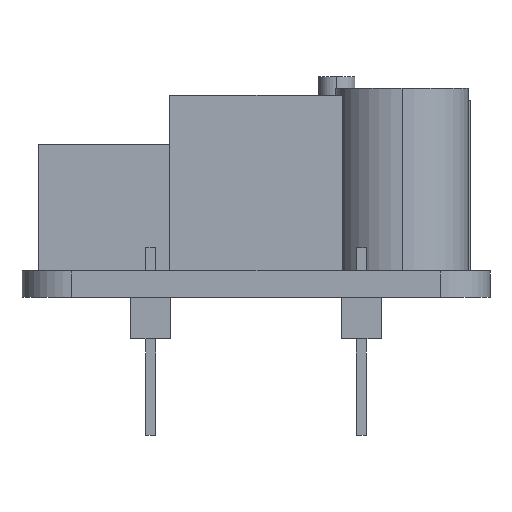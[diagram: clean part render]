
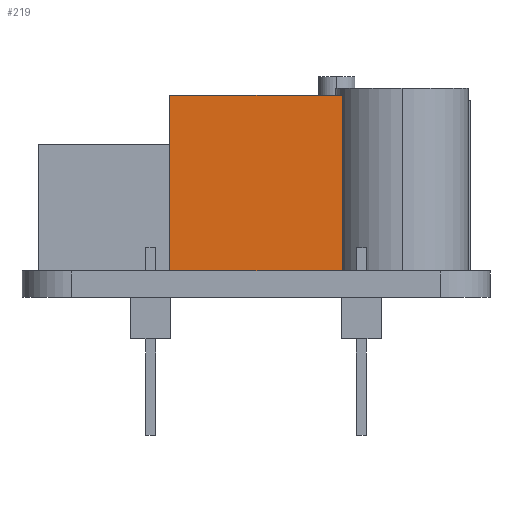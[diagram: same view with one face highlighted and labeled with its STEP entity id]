
A CAD part, left-side view. The second image highlights one B-rep face of the part: STEP entity #219.
In plain terms, the highlighted planar face has unit normal (-1, 0, 0).
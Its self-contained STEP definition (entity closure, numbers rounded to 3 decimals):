
#60 = CARTESIAN_POINT ( 'NONE',  ( -24.4, 5.2, 12.2 ) ) ;
#213 = AXIS2_PLACEMENT_3D ( 'NONE', #626, #2767, #2688 ) ;
#219 = ADVANCED_FACE ( 'NONE', ( #2617 ), #1180, .F. ) ;
#478 = CARTESIAN_POINT ( 'NONE',  ( -24.4, 5.2, 1.6 ) ) ;
#626 = CARTESIAN_POINT ( 'NONE',  ( -24.4, 5.2, 12.2 ) ) ;
#798 = ORIENTED_EDGE ( 'NONE', *, *, #3010, .T. ) ;
#812 = LINE ( 'NONE', #478, #2114 ) ;
#818 = CARTESIAN_POINT ( 'NONE',  ( -24.4, -5.2, 12.2 ) ) ;
#1039 = VERTEX_POINT ( 'NONE', #1126 ) ;
#1126 = CARTESIAN_POINT ( 'NONE',  ( -24.4, -5.2, 1.6 ) ) ;
#1180 = PLANE ( 'NONE',  #213 ) ;
#1237 = VECTOR ( 'NONE', #1551, 1000. ) ;
#1334 = VERTEX_POINT ( 'NONE', #818 ) ;
#1486 = DIRECTION ( 'NONE',  ( 0., -1., 0. ) ) ;
#1551 = DIRECTION ( 'NONE',  ( 0., 0., -1. ) ) ;
#1637 = LINE ( 'NONE', #1911, #1237 ) ;
#1713 = ORIENTED_EDGE ( 'NONE', *, *, #3188, .F. ) ;
#1911 = CARTESIAN_POINT ( 'NONE',  ( -24.4, 5.2, 12.2 ) ) ;
#2114 = VECTOR ( 'NONE', #3804, 1000. ) ;
#2183 = ORIENTED_EDGE ( 'NONE', *, *, #2543, .F. ) ;
#2235 = VECTOR ( 'NONE', #3404, 1000. ) ;
#2260 = VERTEX_POINT ( 'NONE', #3758 ) ;
#2543 = EDGE_CURVE ( 'NONE', #1334, #1039, #3698, .T. ) ;
#2617 = FACE_OUTER_BOUND ( 'NONE', #3508, .T. ) ;
#2659 = VERTEX_POINT ( 'NONE', #3828 ) ;
#2688 = DIRECTION ( 'NONE',  ( 0., 0., -1. ) ) ;
#2767 = DIRECTION ( 'NONE',  ( 1., 0., 0. ) ) ;
#2821 = CARTESIAN_POINT ( 'NONE',  ( -24.4, -5.2, 12.2 ) ) ;
#2929 = ORIENTED_EDGE ( 'NONE', *, *, #2938, .T. ) ;
#2938 = EDGE_CURVE ( 'NONE', #2659, #2260, #1637, .T. ) ;
#2962 = LINE ( 'NONE', #60, #3063 ) ;
#3010 = EDGE_CURVE ( 'NONE', #2260, #1039, #812, .T. ) ;
#3063 = VECTOR ( 'NONE', #1486, 1000. ) ;
#3188 = EDGE_CURVE ( 'NONE', #2659, #1334, #2962, .T. ) ;
#3404 = DIRECTION ( 'NONE',  ( 0., 0., -1. ) ) ;
#3508 = EDGE_LOOP ( 'NONE', ( #798, #2183, #1713, #2929 ) ) ;
#3698 = LINE ( 'NONE', #2821, #2235 ) ;
#3758 = CARTESIAN_POINT ( 'NONE',  ( -24.4, 5.2, 1.6 ) ) ;
#3804 = DIRECTION ( 'NONE',  ( 0., -1., 0. ) ) ;
#3828 = CARTESIAN_POINT ( 'NONE',  ( -24.4, 5.2, 12.2 ) ) ;
